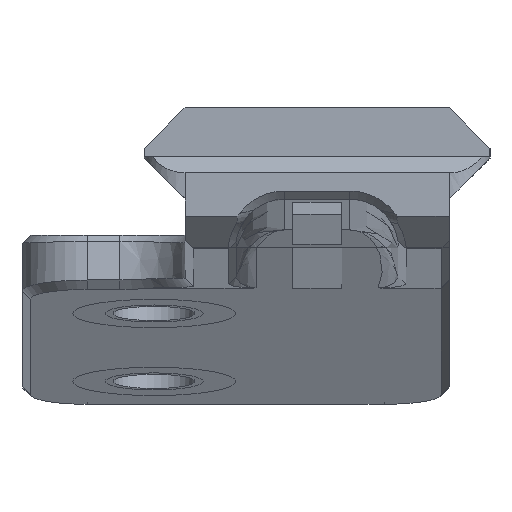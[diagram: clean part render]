
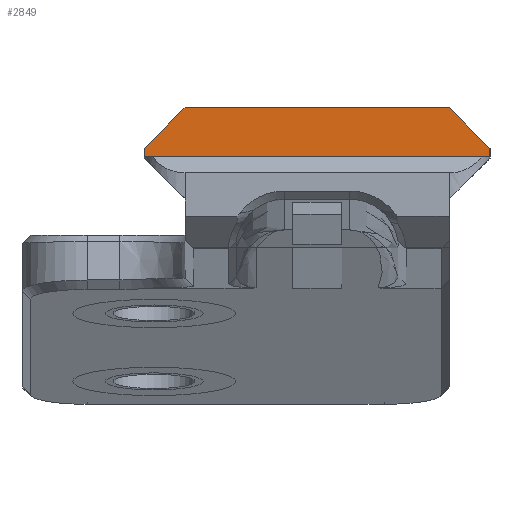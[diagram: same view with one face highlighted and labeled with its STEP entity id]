
A CAD part, left-side view. The second image highlights one B-rep face of the part: STEP entity #2849.
In plain terms, the highlighted free-form (B-spline) face has degree [1, 1] with [2, 2] control points.
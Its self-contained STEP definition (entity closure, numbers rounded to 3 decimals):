
#788 = VERTEX_POINT('',#789);
#789 = CARTESIAN_POINT('',(-142.57,10.605,5.6));
#795 = EDGE_CURVE('',#788,#796,#798,.T.);
#796 = VERTEX_POINT('',#797);
#797 = CARTESIAN_POINT('',(-142.57,10.605,6.1));
#798 = B_SPLINE_CURVE_WITH_KNOTS('',3,(#799,#800,#801,#802),
  .UNSPECIFIED.,.F.,.F.,(4,4),(0.,1.),.PIECEWISE_BEZIER_KNOTS.);
#799 = CARTESIAN_POINT('',(-142.57,10.605,5.6));
#800 = CARTESIAN_POINT('',(-142.57,10.605,5.767));
#801 = CARTESIAN_POINT('',(-142.57,10.605,5.933));
#802 = CARTESIAN_POINT('',(-142.57,10.605,6.1));
#1651 = VERTEX_POINT('',#1652);
#1652 = CARTESIAN_POINT('',(-142.57,-10.605,5.6));
#1780 = VERTEX_POINT('',#1781);
#1781 = CARTESIAN_POINT('',(-142.57,-10.605,6.1));
#1787 = EDGE_CURVE('',#1780,#1651,#1788,.T.);
#1788 = B_SPLINE_CURVE_WITH_KNOTS('',3,(#1789,#1790,#1791,#1792),
  .UNSPECIFIED.,.F.,.F.,(4,4),(0.,1.),.PIECEWISE_BEZIER_KNOTS.);
#1789 = CARTESIAN_POINT('',(-142.57,-10.605,6.1));
#1790 = CARTESIAN_POINT('',(-142.57,-10.605,5.933));
#1791 = CARTESIAN_POINT('',(-142.57,-10.605,5.767));
#1792 = CARTESIAN_POINT('',(-142.57,-10.605,5.6));
#2829 = EDGE_CURVE('',#796,#2830,#2832,.T.);
#2830 = VERTEX_POINT('',#2831);
#2831 = CARTESIAN_POINT('',(-142.57,8.105,8.6));
#2832 = B_SPLINE_CURVE_WITH_KNOTS('',3,(#2833,#2834,#2835,#2836),
  .UNSPECIFIED.,.F.,.F.,(4,4),(0.,1.),.PIECEWISE_BEZIER_KNOTS.);
#2833 = CARTESIAN_POINT('',(-142.57,10.605,6.1));
#2834 = CARTESIAN_POINT('',(-142.57,9.772,6.933));
#2835 = CARTESIAN_POINT('',(-142.57,8.938,7.767));
#2836 = CARTESIAN_POINT('',(-142.57,8.105,8.6));
#2849 = ADVANCED_FACE('',(#2850),#2877,.F.);
#2850 = FACE_BOUND('',#2851,.F.);
#2851 = EDGE_LOOP('',(#2852,#2853,#2854,#2863,#2870,#2871));
#2852 = ORIENTED_EDGE('',*,*,#795,.T.);
#2853 = ORIENTED_EDGE('',*,*,#2829,.T.);
#2854 = ORIENTED_EDGE('',*,*,#2855,.T.);
#2855 = EDGE_CURVE('',#2830,#2856,#2858,.T.);
#2856 = VERTEX_POINT('',#2857);
#2857 = CARTESIAN_POINT('',(-142.57,-8.105,8.6));
#2858 = B_SPLINE_CURVE_WITH_KNOTS('',3,(#2859,#2860,#2861,#2862),
  .UNSPECIFIED.,.F.,.F.,(4,4),(0.,1.),.PIECEWISE_BEZIER_KNOTS.);
#2859 = CARTESIAN_POINT('',(-142.57,8.105,8.6));
#2860 = CARTESIAN_POINT('',(-142.57,2.702,8.6));
#2861 = CARTESIAN_POINT('',(-142.57,-2.702,8.6));
#2862 = CARTESIAN_POINT('',(-142.57,-8.105,8.6));
#2863 = ORIENTED_EDGE('',*,*,#2864,.T.);
#2864 = EDGE_CURVE('',#2856,#1780,#2865,.T.);
#2865 = B_SPLINE_CURVE_WITH_KNOTS('',3,(#2866,#2867,#2868,#2869),
  .UNSPECIFIED.,.F.,.F.,(4,4),(0.,1.),.PIECEWISE_BEZIER_KNOTS.);
#2866 = CARTESIAN_POINT('',(-142.57,-8.105,8.6));
#2867 = CARTESIAN_POINT('',(-142.57,-8.938,7.767));
#2868 = CARTESIAN_POINT('',(-142.57,-9.772,6.933));
#2869 = CARTESIAN_POINT('',(-142.57,-10.605,6.1));
#2870 = ORIENTED_EDGE('',*,*,#1787,.T.);
#2871 = ORIENTED_EDGE('',*,*,#2872,.T.);
#2872 = EDGE_CURVE('',#1651,#788,#2873,.T.);
#2873 = LINE('',#2874,#2875);
#2874 = CARTESIAN_POINT('',(-142.57,-10.605,5.6));
#2875 = VECTOR('',#2876,1.);
#2876 = DIRECTION('',(0.,1.,0.));
#2877 = B_SPLINE_SURFACE_WITH_KNOTS('',1,1,(
    (#2878,#2879)
    ,(#2880,#2881
    )),.UNSPECIFIED.,.F.,.F.,.F.,(2,2),(2,2),(-0.424,21.634),(
    -0.155,3.155),.PIECEWISE_BEZIER_KNOTS.);
#2878 = CARTESIAN_POINT('',(-142.57,-11.029,5.445));
#2879 = CARTESIAN_POINT('',(-142.57,-11.029,8.755));
#2880 = CARTESIAN_POINT('',(-142.57,11.029,5.445));
#2881 = CARTESIAN_POINT('',(-142.57,11.029,8.755));
